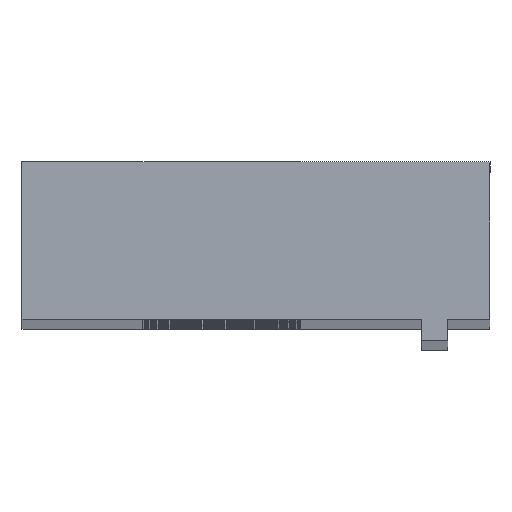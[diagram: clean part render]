
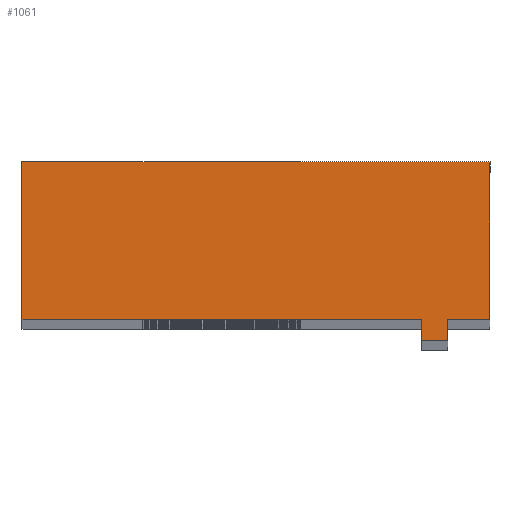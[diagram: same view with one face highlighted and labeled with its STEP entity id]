
A CAD part, top view. The second image highlights one B-rep face of the part: STEP entity #1061.
In plain terms, the highlighted planar face has unit normal (0, 0, 1).
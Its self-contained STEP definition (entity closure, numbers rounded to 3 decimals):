
#661=CARTESIAN_POINT('',(3.65,-1.3,-0.04));
#662=VERTEX_POINT('',#661);
#663=CARTESIAN_POINT('',(3.65,-1.7,-0.04));
#664=VERTEX_POINT('',#663);
#665=CARTESIAN_POINT('',(3.65,-1.3,-0.04));
#666=DIRECTION('',(0.0,-1.0,0.0));
#667=VECTOR('',#666,0.4);
#668=LINE('',#665,#667);
#669=EDGE_CURVE('',#662,#664,#668,.T.);
#701=CARTESIAN_POINT('',(3.15,-1.7,-0.04));
#702=VERTEX_POINT('',#701);
#703=CARTESIAN_POINT('',(3.65,-1.7,-0.04));
#704=DIRECTION('',(-1.0,0.0,0.0));
#705=VECTOR('',#704,0.5);
#706=LINE('',#703,#705);
#707=EDGE_CURVE('',#664,#702,#706,.T.);
#732=CARTESIAN_POINT('',(3.15,-1.3,-0.04));
#733=VERTEX_POINT('',#732);
#734=CARTESIAN_POINT('',(3.15,-1.7,-0.04));
#735=DIRECTION('',(0.0,1.0,0.0));
#736=VECTOR('',#735,0.4);
#737=LINE('',#734,#736);
#738=EDGE_CURVE('',#702,#733,#737,.T.);
#772=CARTESIAN_POINT('',(4.45,-1.3,-0.04));
#773=VERTEX_POINT('',#772);
#780=CARTESIAN_POINT('',(4.45,-1.3,-0.04));
#781=DIRECTION('',(-1.0,0.0,0.0));
#782=VECTOR('',#781,0.8);
#783=LINE('',#780,#782);
#784=EDGE_CURVE('',#773,#662,#783,.T.);
#795=CARTESIAN_POINT('',(-4.45,-1.3,-0.04));
#796=VERTEX_POINT('',#795);
#797=CARTESIAN_POINT('',(3.15,-1.3,-0.04));
#798=DIRECTION('',(-1.0,0.0,0.0));
#799=VECTOR('',#798,7.6);
#800=LINE('',#797,#799);
#801=EDGE_CURVE('',#733,#796,#800,.T.);
#888=CARTESIAN_POINT('',(-4.45,1.7,-0.04));
#889=VERTEX_POINT('',#888);
#890=CARTESIAN_POINT('',(4.45,1.7,-0.04));
#891=VERTEX_POINT('',#890);
#892=CARTESIAN_POINT('',(-4.45,1.7,-0.04));
#893=DIRECTION('',(1.0,0.0,0.0));
#894=VECTOR('',#893,8.9);
#895=LINE('',#892,#894);
#896=EDGE_CURVE('',#889,#891,#895,.T.);
#991=CARTESIAN_POINT('',(4.45,1.7,-0.04));
#992=DIRECTION('',(0.0,-1.0,0.0));
#993=VECTOR('',#992,3.);
#994=LINE('',#991,#993);
#995=EDGE_CURVE('',#891,#773,#994,.T.);
#1013=CARTESIAN_POINT('',(-4.45,-1.3,-0.04));
#1014=DIRECTION('',(0.0,1.0,0.0));
#1015=VECTOR('',#1014,3.);
#1016=LINE('',#1013,#1015);
#1017=EDGE_CURVE('',#796,#889,#1016,.T.);
#1046=CARTESIAN_POINT('',(0.,0.2,-0.04));
#1047=DIRECTION('',(0.0,0.0,1.0));
#1048=DIRECTION('',(1.0,0.0,0.0));
#1049=AXIS2_PLACEMENT_3D('',#1046,#1047,#1048);
#1050=PLANE('',#1049);
#1051=ORIENTED_EDGE('',*,*,#896,.F.);
#1052=ORIENTED_EDGE('',*,*,#1017,.F.);
#1053=ORIENTED_EDGE('',*,*,#801,.F.);
#1054=ORIENTED_EDGE('',*,*,#738,.F.);
#1055=ORIENTED_EDGE('',*,*,#707,.F.);
#1056=ORIENTED_EDGE('',*,*,#669,.F.);
#1057=ORIENTED_EDGE('',*,*,#784,.F.);
#1058=ORIENTED_EDGE('',*,*,#995,.F.);
#1059=EDGE_LOOP('',(#1051,#1052,#1053,#1054,#1055,#1056,#1057,#1058));
#1060=FACE_OUTER_BOUND('',#1059,.T.);
#1061=ADVANCED_FACE('',(#1060),#1050,.T.);
